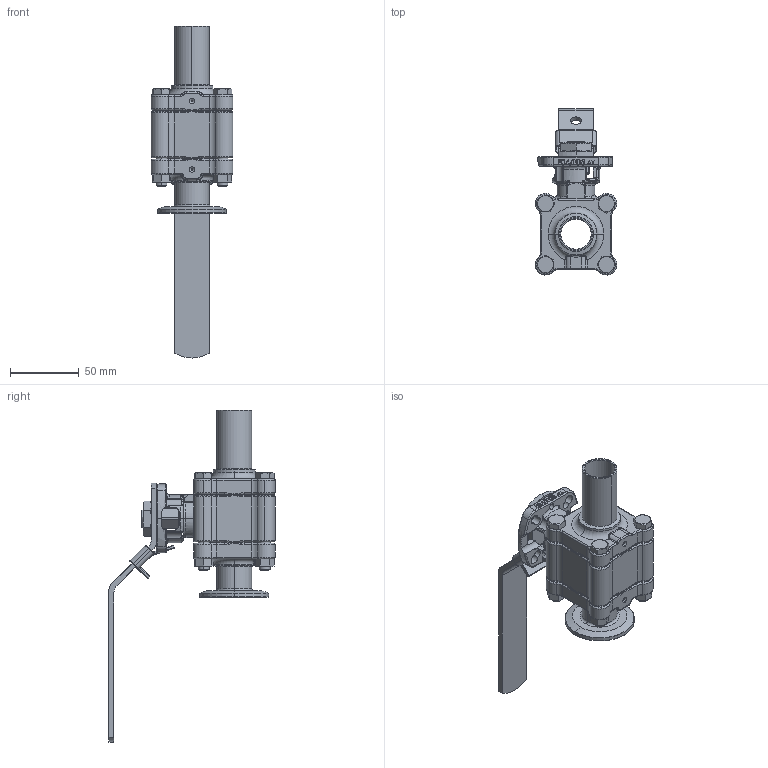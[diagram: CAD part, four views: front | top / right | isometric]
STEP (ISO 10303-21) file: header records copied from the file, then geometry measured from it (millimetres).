
FILE_DESCRIPTION (( 'STEP AP214' ), '1' );
FILE_NAME ('H78-DS-0100.STEP', '2018-12-07T16:22:21', ( '' ), ( '' ), 'SwSTEP 2.0', 'SolidWorks 2018', '' );
FILE_SCHEMA (( 'AUTOMOTIVE_DESIGN' ));
Length unit declared in the file: inch
Products named in the file (1): H78-DS-0100
Bounding box: 59.55 x 121.26 x 242.35 mm (x, y, z)
Surface area: 69697.9 mm2 (no closed solid volume)
Topology: 0 solids, 18 shells, 920 faces, 2597 edges, 1602 vertices
Faces by surface type: plane 274, cylinder 246, torus 186, bspline 108, cone 92, sphere 14
Entity records: 50479 total; most frequent: CARTESIAN_POINT 15806, DIRECTION 4767, ORIENTED_EDGE 4569, EDGE_CURVE 2545, AXIS2_PLACEMENT_3D 1866, VERTEX_POINT 1600, CIRCLE 1053, LINE 1035
